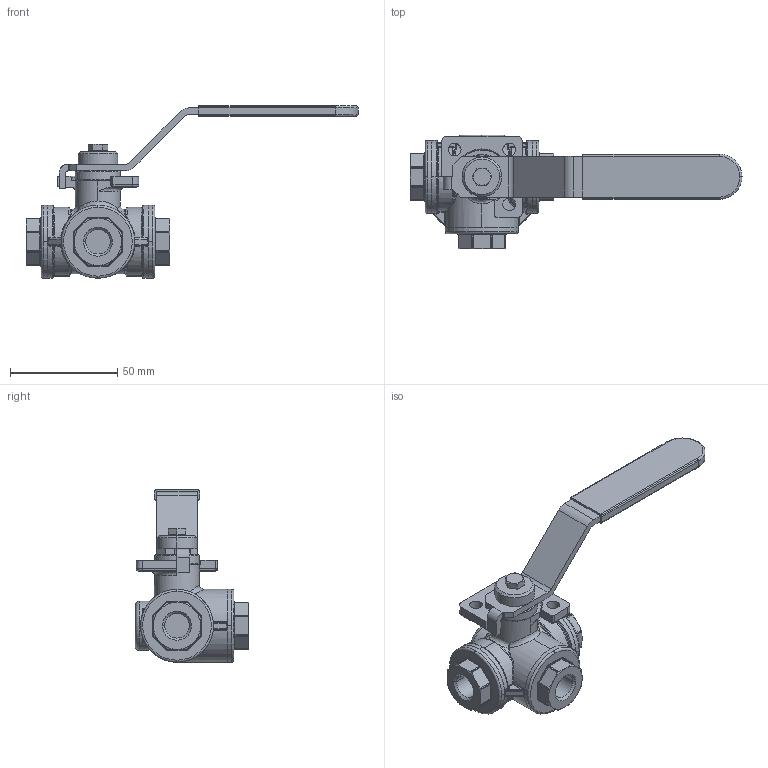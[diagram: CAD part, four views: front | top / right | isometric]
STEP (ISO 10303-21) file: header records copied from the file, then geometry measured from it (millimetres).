
FILE_DESCRIPTION(('STEP AP242'),'1');
FILE_NAME('00v20036.stp','2024-11-21T12:43:25',('TraceParts'),('TraceParts S.A.'),'Spatial InterOp 3D',' ',' ');
FILE_SCHEMA(('AP242_MANAGED_MODEL_BASED_3D_ENGINEERING_MIM_LF {1 0 10303 442 1 1 4}'));
Length unit declared in the file: millimetre
Products named in the file (1): 00v20036
Bounding box: 154.6 x 53 x 80.34 mm (x, y, z)
Volume: 69163.7 mm3; surface area: 27515.1 mm2
Topology: 1 solids, 6 shells, 845 faces, 2119 edges, 1235 vertices
Faces by surface type: cylinder 324, bspline 168, plane 160, torus 91, cone 80, sphere 22
Entity records: 35627 total; most frequent: CARTESIAN_POINT 9785, ORIENTED_EDGE 4130, DIRECTION 3918, EDGE_CURVE 2065, AXIS2_PLACEMENT_3D 1640, VERTEX_POINT 1235, EDGE_LOOP 870, CIRCLE 854
